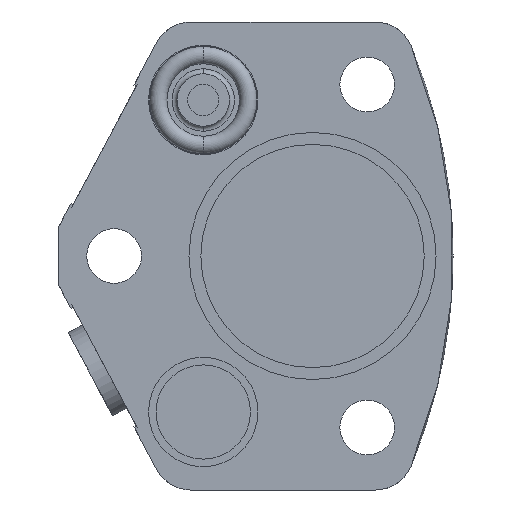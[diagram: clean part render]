
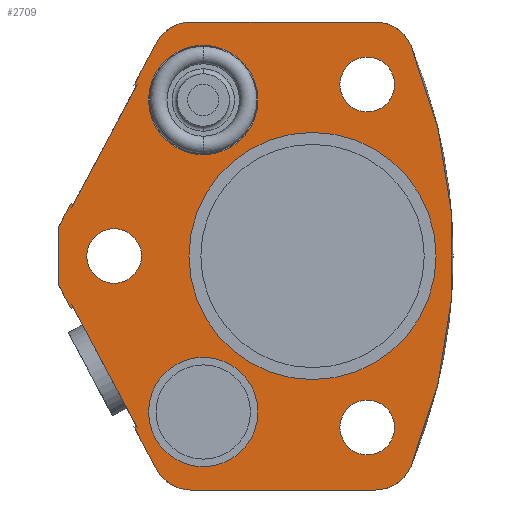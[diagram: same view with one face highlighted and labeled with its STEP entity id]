
A CAD part, front view. The second image highlights one B-rep face of the part: STEP entity #2709.
In plain terms, the highlighted planar face has unit normal (0, -1, 0).
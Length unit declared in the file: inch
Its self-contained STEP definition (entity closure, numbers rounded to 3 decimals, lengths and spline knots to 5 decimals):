
#365=CARTESIAN_POINT('',(0.,0.,0.));
#366=DIRECTION('',(0.,-1.,0.));
#367=DIRECTION('',(1.,0.,0.));
#368=AXIS2_PLACEMENT_3D('',#365,#366,#367);
#373=CARTESIAN_POINT('',(0.,0.,0.));
#374=DIRECTION('',(0.,1.,0.));
#375=DIRECTION('',(1.,0.,0.));
#376=AXIS2_PLACEMENT_3D('',#373,#374,#375);
#381=CARTESIAN_POINT('',(0.219,0.,0.687));
#382=DIRECTION('',(0.,-1.,0.));
#383=DIRECTION('',(1.,0.,0.));
#384=AXIS2_PLACEMENT_3D('',#381,#382,#383);
#389=CARTESIAN_POINT('',(0.219,0.,0.687));
#390=DIRECTION('',(0.,-1.,0.));
#391=DIRECTION('',(-1.,0.,0.));
#392=AXIS2_PLACEMENT_3D('',#389,#390,#391);
#397=CARTESIAN_POINT('',(0.219,0.,-0.687));
#398=DIRECTION('',(0.,-1.,0.));
#399=DIRECTION('',(1.,0.,0.));
#400=AXIS2_PLACEMENT_3D('',#397,#398,#399);
#405=CARTESIAN_POINT('',(0.219,0.,-0.687));
#406=DIRECTION('',(0.,-1.,0.));
#407=DIRECTION('',(-1.,0.,0.));
#408=AXIS2_PLACEMENT_3D('',#405,#406,#407);
#413=CARTESIAN_POINT('',(-0.795,0.,0.));
#414=DIRECTION('',(0.,-1.,0.));
#415=DIRECTION('',(1.,0.,0.));
#416=AXIS2_PLACEMENT_3D('',#413,#414,#415);
#421=CARTESIAN_POINT('',(-0.795,0.,0.));
#422=DIRECTION('',(0.,-1.,0.));
#423=DIRECTION('',(-1.,0.,0.));
#424=AXIS2_PLACEMENT_3D('',#421,#422,#423);
#429=DIRECTION('',(-0.469,0.,-0.883));
#430=VECTOR('',#429,0.53735);
#431=CARTESIAN_POINT('',(-0.70648,0.,0.67994));
#432=LINE('',#431,#430);
#436=DIRECTION('',(0.883,0.,-0.469));
#437=VECTOR('',#436,0.01);
#438=CARTESIAN_POINT('',(-0.71531,0.,0.68463));
#439=LINE('',#438,#437);
#443=DIRECTION('',(0.469,0.,0.883));
#444=VECTOR('',#443,0.19265);
#445=CARTESIAN_POINT('',(-0.71531,0.,0.68463));
#446=LINE('',#445,#444);
#450=DIRECTION('',(1.,0.,0.));
#451=VECTOR('',#450,0.73784);
#452=CARTESIAN_POINT('',(-0.48713,0.,0.9375));
#453=LINE('',#452,#451);
#457=CARTESIAN_POINT('',(-1.625,0.,0.));
#458=DIRECTION('',(0.,-1.,0.));
#459=DIRECTION('',(0.923,0.,-0.385));
#460=AXIS2_PLACEMENT_3D('',#457,#458,#459);
#465=DIRECTION('',(-1.,0.,0.));
#466=VECTOR('',#465,0.73784);
#467=CARTESIAN_POINT('',(0.25071,0.,-0.9375));
#468=LINE('',#467,#466);
#472=DIRECTION('',(0.469,0.,-0.883));
#473=VECTOR('',#472,0.19265);
#474=CARTESIAN_POINT('',(-0.71531,0.,-0.68463));
#475=LINE('',#474,#473);
#479=DIRECTION('',(0.883,0.,0.469));
#480=VECTOR('',#479,0.01);
#481=CARTESIAN_POINT('',(-0.71531,0.,-0.68463));
#482=LINE('',#481,#480);
#486=DIRECTION('',(0.469,0.,-0.883));
#487=VECTOR('',#486,0.53735);
#488=CARTESIAN_POINT('',(-0.95876,0.,-0.20548));
#489=LINE('',#488,#487);
#493=DIRECTION('',(0.883,0.,0.469));
#494=VECTOR('',#493,0.01);
#495=CARTESIAN_POINT('',(-0.96759,0.,-0.21018));
#496=LINE('',#495,#494);
#500=DIRECTION('',(0.469,0.,-0.883));
#501=VECTOR('',#500,0.10313);
#502=CARTESIAN_POINT('',(-1.016,0.,-0.11912));
#503=LINE('',#502,#501);
#507=DIRECTION('',(0.,0.,-1.));
#508=VECTOR('',#507,0.23825);
#509=CARTESIAN_POINT('',(-1.016,0.,0.11912));
#510=LINE('',#509,#508);
#514=DIRECTION('',(0.469,0.,0.883));
#515=VECTOR('',#514,0.10313);
#516=CARTESIAN_POINT('',(-1.016,0.,0.11912));
#517=LINE('',#516,#515);
#521=DIRECTION('',(0.883,0.,-0.469));
#522=VECTOR('',#521,0.01);
#523=CARTESIAN_POINT('',(-0.96759,0.,0.21018));
#524=LINE('',#523,#522);
#528=CARTESIAN_POINT('',(-0.438,0.,-0.625));
#529=DIRECTION('',(0.,1.,0.));
#530=DIRECTION('',(-1.,0.,0.));
#531=AXIS2_PLACEMENT_3D('',#528,#529,#530);
#536=CARTESIAN_POINT('',(-0.438,0.,-0.625));
#537=DIRECTION('',(0.,1.,0.));
#538=DIRECTION('',(1.,0.,0.));
#539=AXIS2_PLACEMENT_3D('',#536,#537,#538);
#544=CARTESIAN_POINT('',(-0.438,0.,0.625));
#545=DIRECTION('',(0.,1.,0.));
#546=DIRECTION('',(-1.,0.,0.));
#547=AXIS2_PLACEMENT_3D('',#544,#545,#546);
#552=CARTESIAN_POINT('',(-0.438,0.,0.625));
#553=DIRECTION('',(0.,1.,0.));
#554=DIRECTION('',(1.,0.,0.));
#555=AXIS2_PLACEMENT_3D('',#552,#553,#554);
#1146=CARTESIAN_POINT('',(-0.48713,0.,-0.7815));
#1147=DIRECTION('',(0.,-1.,0.));
#1148=DIRECTION('',(-0.883,0.,-0.469));
#1149=AXIS2_PLACEMENT_3D('',#1146,#1147,#1148);
#1182=CARTESIAN_POINT('',(0.25071,0.,-0.7815));
#1183=DIRECTION('',(0.,-1.,0.));
#1184=DIRECTION('',(0.,0.,-1.));
#1185=AXIS2_PLACEMENT_3D('',#1182,#1183,#1184);
#1204=CARTESIAN_POINT('',(0.25071,0.,0.7815));
#1205=DIRECTION('',(0.,-1.,0.));
#1206=DIRECTION('',(0.923,0.,0.385));
#1207=AXIS2_PLACEMENT_3D('',#1204,#1205,#1206);
#1240=CARTESIAN_POINT('',(-0.48713,0.,0.7815));
#1241=DIRECTION('',(0.,-1.,0.));
#1242=DIRECTION('',(0.,0.,1.));
#1243=AXIS2_PLACEMENT_3D('',#1240,#1241,#1242);
#2071=CARTESIAN_POINT('',(0.495,0.,0.));
#2073=VERTEX_POINT('',#2071);
#2075=CARTESIAN_POINT('',(-0.495,0.,0.));
#2077=VERTEX_POINT('',#2075);
#2078=CARTESIAN_POINT('',(-1.016,0.,0.11912));
#2079=CARTESIAN_POINT('',(-1.016,0.,-0.11912));
#2080=VERTEX_POINT('',#2078);
#2081=VERTEX_POINT('',#2079);
#2082=CARTESIAN_POINT('',(0.3285,0.,0.687));
#2083=CARTESIAN_POINT('',(0.1095,0.,0.687));
#2084=VERTEX_POINT('',#2082);
#2085=VERTEX_POINT('',#2083);
#2116=CARTESIAN_POINT('',(-0.95876,0.,-0.20548));
#2117=CARTESIAN_POINT('',(-0.70648,0.,-0.67994));
#2118=VERTEX_POINT('',#2116);
#2119=VERTEX_POINT('',#2117);
#2120=CARTESIAN_POINT('',(-0.96759,0.,-0.21018));
#2121=VERTEX_POINT('',#2120);
#2122=CARTESIAN_POINT('',(-0.71531,0.,-0.68463));
#2123=VERTEX_POINT('',#2122);
#2136=CARTESIAN_POINT('',(-0.70648,0.,0.67994));
#2137=CARTESIAN_POINT('',(-0.95876,0.,0.20548));
#2138=VERTEX_POINT('',#2136);
#2139=VERTEX_POINT('',#2137);
#2140=CARTESIAN_POINT('',(-0.71531,0.,0.68463));
#2141=VERTEX_POINT('',#2140);
#2142=CARTESIAN_POINT('',(-0.96759,0.,0.21018));
#2143=VERTEX_POINT('',#2142);
#2176=CARTESIAN_POINT('',(-0.657,0.,-0.625));
#2177=CARTESIAN_POINT('',(-0.219,0.,-0.625));
#2178=VERTEX_POINT('',#2176);
#2179=VERTEX_POINT('',#2177);
#2184=CARTESIAN_POINT('',(-0.657,0.,0.625));
#2185=CARTESIAN_POINT('',(-0.219,0.,0.625));
#2186=VERTEX_POINT('',#2184);
#2187=VERTEX_POINT('',#2185);
#2234=CARTESIAN_POINT('',(0.25071,0.,-0.9375));
#2235=CARTESIAN_POINT('',(0.39471,0.,-0.8415));
#2236=VERTEX_POINT('',#2234);
#2237=VERTEX_POINT('',#2235);
#2238=CARTESIAN_POINT('',(0.39471,0.,0.8415));
#2239=CARTESIAN_POINT('',(0.25071,0.,0.9375));
#2240=VERTEX_POINT('',#2238);
#2241=VERTEX_POINT('',#2239);
#2242=CARTESIAN_POINT('',(-0.48713,0.,0.9375));
#2243=CARTESIAN_POINT('',(-0.62487,0.,0.85474));
#2244=VERTEX_POINT('',#2242);
#2245=VERTEX_POINT('',#2243);
#2246=CARTESIAN_POINT('',(-0.62487,0.,-0.85474));
#2247=CARTESIAN_POINT('',(-0.48713,0.,-0.9375));
#2248=VERTEX_POINT('',#2246);
#2249=VERTEX_POINT('',#2247);
#2250=CARTESIAN_POINT('',(0.3285,0.,-0.687));
#2251=CARTESIAN_POINT('',(0.1095,0.,-0.687));
#2252=VERTEX_POINT('',#2250);
#2253=VERTEX_POINT('',#2251);
#2254=CARTESIAN_POINT('',(-0.6855,0.,0.));
#2255=CARTESIAN_POINT('',(-0.9045,0.,0.));
#2256=VERTEX_POINT('',#2254);
#2257=VERTEX_POINT('',#2255);
#2632=CARTESIAN_POINT('',(0.,0.,0.));
#2633=DIRECTION('',(0.,-1.,0.));
#2634=DIRECTION('',(-1.,0.,0.));
#2635=AXIS2_PLACEMENT_3D('',#2632,#2633,#2634);
#2636=PLANE('',#2635);
#2638=ORIENTED_EDGE('',*,*,#2637,.F.);
#2640=ORIENTED_EDGE('',*,*,#2639,.F.);
#2642=ORIENTED_EDGE('',*,*,#2641,.T.);
#2644=ORIENTED_EDGE('',*,*,#2643,.F.);
#2646=ORIENTED_EDGE('',*,*,#2645,.T.);
#2648=ORIENTED_EDGE('',*,*,#2647,.F.);
#2650=ORIENTED_EDGE('',*,*,#2649,.F.);
#2652=ORIENTED_EDGE('',*,*,#2651,.F.);
#2654=ORIENTED_EDGE('',*,*,#2653,.T.);
#2656=ORIENTED_EDGE('',*,*,#2655,.F.);
#2658=ORIENTED_EDGE('',*,*,#2657,.F.);
#2660=ORIENTED_EDGE('',*,*,#2659,.T.);
#2662=ORIENTED_EDGE('',*,*,#2661,.F.);
#2664=ORIENTED_EDGE('',*,*,#2663,.F.);
#2666=ORIENTED_EDGE('',*,*,#2665,.F.);
#2668=ORIENTED_EDGE('',*,*,#2667,.F.);
#2670=ORIENTED_EDGE('',*,*,#2669,.T.);
#2672=ORIENTED_EDGE('',*,*,#2671,.T.);
#2673=EDGE_LOOP('',(#2638,#2640,#2642,#2644,#2646,#2648,#2650,#2652,#2654,#2656,
#2658,#2660,#2662,#2664,#2666,#2668,#2670,#2672));
#2674=FACE_OUTER_BOUND('',#2673,.F.);
#2676=ORIENTED_EDGE('',*,*,#2675,.T.);
#2678=ORIENTED_EDGE('',*,*,#2677,.T.);
#2679=EDGE_LOOP('',(#2676,#2678));
#2680=FACE_BOUND('',#2679,.F.);
#2681=ORIENTED_EDGE('',*,*,#2612,.T.);
#2682=ORIENTED_EDGE('',*,*,#2626,.T.);
#2683=EDGE_LOOP('',(#2681,#2682));
#2684=FACE_BOUND('',#2683,.F.);
#2686=ORIENTED_EDGE('',*,*,#2685,.T.);
#2688=ORIENTED_EDGE('',*,*,#2687,.T.);
#2689=EDGE_LOOP('',(#2686,#2688));
#2690=FACE_BOUND('',#2689,.F.);
#2692=ORIENTED_EDGE('',*,*,#2691,.T.);
#2694=ORIENTED_EDGE('',*,*,#2693,.F.);
#2695=EDGE_LOOP('',(#2692,#2694));
#2696=FACE_BOUND('',#2695,.F.);
#2698=ORIENTED_EDGE('',*,*,#2697,.F.);
#2700=ORIENTED_EDGE('',*,*,#2699,.F.);
#2701=EDGE_LOOP('',(#2698,#2700));
#2702=FACE_BOUND('',#2701,.F.);
#2704=ORIENTED_EDGE('',*,*,#2703,.F.);
#2706=ORIENTED_EDGE('',*,*,#2705,.F.);
#2707=EDGE_LOOP('',(#2704,#2706));
#2708=FACE_BOUND('',#2707,.F.);
#369=CIRCLE('',#368,0.495);
#377=CIRCLE('',#376,0.495);
#385=CIRCLE('',#384,0.1095);
#393=CIRCLE('',#392,0.1095);
#401=CIRCLE('',#400,0.1095);
#409=CIRCLE('',#408,0.1095);
#417=CIRCLE('',#416,0.1095);
#425=CIRCLE('',#424,0.1095);
#461=CIRCLE('',#460,2.188);
#532=CIRCLE('',#531,0.219);
#540=CIRCLE('',#539,0.219);
#548=CIRCLE('',#547,0.219);
#556=CIRCLE('',#555,0.219);
#1150=CIRCLE('',#1149,0.156);
#1186=CIRCLE('',#1185,0.156);
#1208=CIRCLE('',#1207,0.156);
#1244=CIRCLE('',#1243,0.156);
#2612=EDGE_CURVE('',#2252,#2253,#401,.T.);
#2626=EDGE_CURVE('',#2253,#2252,#409,.T.);
#2637=EDGE_CURVE('',#2138,#2139,#432,.T.);
#2639=EDGE_CURVE('',#2141,#2138,#439,.T.);
#2641=EDGE_CURVE('',#2141,#2245,#446,.T.);
#2643=EDGE_CURVE('',#2244,#2245,#1244,.T.);
#2645=EDGE_CURVE('',#2244,#2241,#453,.T.);
#2647=EDGE_CURVE('',#2240,#2241,#1208,.T.);
#2649=EDGE_CURVE('',#2237,#2240,#461,.T.);
#2651=EDGE_CURVE('',#2236,#2237,#1186,.T.);
#2653=EDGE_CURVE('',#2236,#2249,#468,.T.);
#2655=EDGE_CURVE('',#2248,#2249,#1150,.T.);
#2657=EDGE_CURVE('',#2123,#2248,#475,.T.);
#2659=EDGE_CURVE('',#2123,#2119,#482,.T.);
#2661=EDGE_CURVE('',#2118,#2119,#489,.T.);
#2663=EDGE_CURVE('',#2121,#2118,#496,.T.);
#2665=EDGE_CURVE('',#2081,#2121,#503,.T.);
#2667=EDGE_CURVE('',#2080,#2081,#510,.T.);
#2669=EDGE_CURVE('',#2080,#2143,#517,.T.);
#2671=EDGE_CURVE('',#2143,#2139,#524,.T.);
#2675=EDGE_CURVE('',#2084,#2085,#385,.T.);
#2677=EDGE_CURVE('',#2085,#2084,#393,.T.);
#2685=EDGE_CURVE('',#2256,#2257,#417,.T.);
#2687=EDGE_CURVE('',#2257,#2256,#425,.T.);
#2691=EDGE_CURVE('',#2073,#2077,#369,.T.);
#2693=EDGE_CURVE('',#2073,#2077,#377,.T.);
#2697=EDGE_CURVE('',#2178,#2179,#532,.T.);
#2699=EDGE_CURVE('',#2179,#2178,#540,.T.);
#2703=EDGE_CURVE('',#2186,#2187,#548,.T.);
#2705=EDGE_CURVE('',#2187,#2186,#556,.T.);
#2709=ADVANCED_FACE('',(#2674,#2680,#2684,#2690,#2696,#2702,#2708),#2636,.T.);
